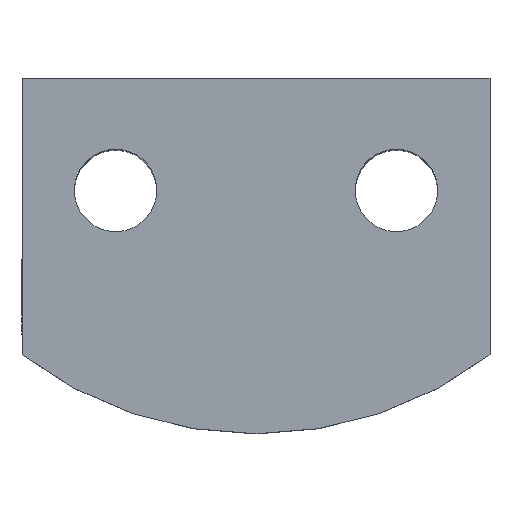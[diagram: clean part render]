
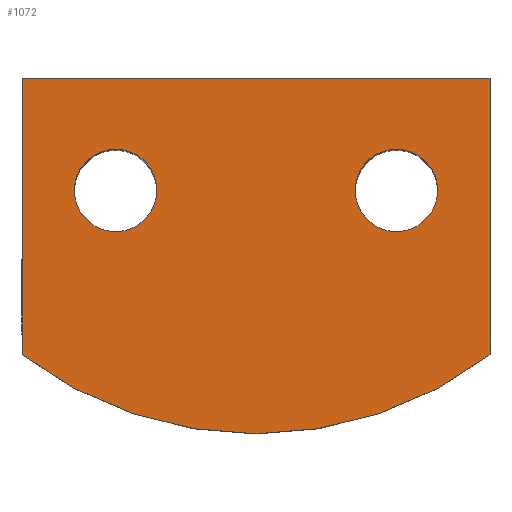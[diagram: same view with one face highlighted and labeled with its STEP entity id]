
A CAD part, top view. The second image highlights one B-rep face of the part: STEP entity #1072.
In plain terms, the highlighted planar face has unit normal (0, 0, 1).
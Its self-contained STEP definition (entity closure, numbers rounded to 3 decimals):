
#75 = PLANE('',#76);
#76 = AXIS2_PLACEMENT_3D('',#77,#78,#79);
#77 = CARTESIAN_POINT('',(12.5,3.564,19.815));
#78 = DIRECTION('',(1.,0.,0.));
#79 = DIRECTION('',(0.,0.,1.));
#129 = PLANE('',#130);
#130 = AXIS2_PLACEMENT_3D('',#131,#132,#133);
#131 = CARTESIAN_POINT('',(-12.5,3.564,19.815));
#132 = DIRECTION('',(1.,0.,0.));
#133 = DIRECTION('',(0.,0.,1.));
#410 = VERTEX_POINT('',#411);
#411 = CARTESIAN_POINT('',(-12.5,11.,35.5));
#425 = PLANE('',#426);
#426 = AXIS2_PLACEMENT_3D('',#427,#428,#429);
#427 = CARTESIAN_POINT('',(-12.5,11.,0.));
#428 = DIRECTION('',(0.,-1.,0.));
#429 = DIRECTION('',(0.,0.,1.));
#437 = EDGE_CURVE('',#410,#438,#440,.T.);
#438 = VERTEX_POINT('',#439);
#439 = CARTESIAN_POINT('',(-12.5,-3.784,35.5));
#440 = SURFACE_CURVE('',#441,(#445,#452),.PCURVE_S1.);
#441 = LINE('',#442,#443);
#442 = CARTESIAN_POINT('',(-12.5,11.,35.5));
#443 = VECTOR('',#444,1.);
#444 = DIRECTION('',(0.,-1.,0.));
#445 = PCURVE('',#129,#446);
#446 = DEFINITIONAL_REPRESENTATION('',(#447),#451);
#447 = LINE('',#448,#449);
#448 = CARTESIAN_POINT('',(15.685,-7.436));
#449 = VECTOR('',#450,1.);
#450 = DIRECTION('',(0.,1.));
#451 = ( GEOMETRIC_REPRESENTATION_CONTEXT(2) 
PARAMETRIC_REPRESENTATION_CONTEXT() REPRESENTATION_CONTEXT('2D SPACE',''
  ) );
#452 = PCURVE('',#453,#458);
#453 = PLANE('',#454);
#454 = AXIS2_PLACEMENT_3D('',#455,#456,#457);
#455 = CARTESIAN_POINT('',(-12.5,11.,35.5));
#456 = DIRECTION('',(0.,0.,-1.));
#457 = DIRECTION('',(0.,-1.,0.));
#458 = DEFINITIONAL_REPRESENTATION('',(#459),#463);
#459 = LINE('',#460,#461);
#460 = CARTESIAN_POINT('',(0.,0.));
#461 = VECTOR('',#462,1.);
#462 = DIRECTION('',(1.,0.));
#463 = ( GEOMETRIC_REPRESENTATION_CONTEXT(2) 
PARAMETRIC_REPRESENTATION_CONTEXT() REPRESENTATION_CONTEXT('2D SPACE',''
  ) );
#481 = CYLINDRICAL_SURFACE('',#482,20.64);
#482 = AXIS2_PLACEMENT_3D('',#483,#484,#485);
#483 = CARTESIAN_POINT('',(0.,12.64,
    0.));
#484 = DIRECTION('',(0.,0.,-1.));
#485 = DIRECTION('',(1.,0.,0.));
#728 = VERTEX_POINT('',#729);
#729 = CARTESIAN_POINT('',(12.5,11.,35.5));
#750 = EDGE_CURVE('',#728,#751,#753,.T.);
#751 = VERTEX_POINT('',#752);
#752 = CARTESIAN_POINT('',(12.5,-3.784,35.5));
#753 = SURFACE_CURVE('',#754,(#758,#765),.PCURVE_S1.);
#754 = LINE('',#755,#756);
#755 = CARTESIAN_POINT('',(12.5,11.,35.5));
#756 = VECTOR('',#757,1.);
#757 = DIRECTION('',(0.,-1.,0.));
#758 = PCURVE('',#75,#759);
#759 = DEFINITIONAL_REPRESENTATION('',(#760),#764);
#760 = LINE('',#761,#762);
#761 = CARTESIAN_POINT('',(15.685,-7.436));
#762 = VECTOR('',#763,1.);
#763 = DIRECTION('',(0.,1.));
#764 = ( GEOMETRIC_REPRESENTATION_CONTEXT(2) 
PARAMETRIC_REPRESENTATION_CONTEXT() REPRESENTATION_CONTEXT('2D SPACE',''
  ) );
#765 = PCURVE('',#453,#766);
#766 = DEFINITIONAL_REPRESENTATION('',(#767),#771);
#767 = LINE('',#768,#769);
#768 = CARTESIAN_POINT('',(0.,-25.));
#769 = VECTOR('',#770,1.);
#770 = DIRECTION('',(1.,0.));
#771 = ( GEOMETRIC_REPRESENTATION_CONTEXT(2) 
PARAMETRIC_REPRESENTATION_CONTEXT() REPRESENTATION_CONTEXT('2D SPACE',''
  ) );
#789 = CYLINDRICAL_SURFACE('',#790,20.64);
#790 = AXIS2_PLACEMENT_3D('',#791,#792,#793);
#791 = CARTESIAN_POINT('',(0.,12.64,
    0.));
#792 = DIRECTION('',(0.,0.,-1.));
#793 = DIRECTION('',(1.,0.,0.));
#1028 = EDGE_CURVE('',#1029,#438,#1031,.T.);
#1029 = VERTEX_POINT('',#1030);
#1030 = CARTESIAN_POINT('',(0.,-8.,35.5));
#1031 = SURFACE_CURVE('',#1032,(#1037,#1044),.PCURVE_S1.);
#1032 = CIRCLE('',#1033,20.64);
#1033 = AXIS2_PLACEMENT_3D('',#1034,#1035,#1036);
#1034 = CARTESIAN_POINT('',(0.,12.64,35.5));
#1035 = DIRECTION('',(0.,0.,-1.));
#1036 = DIRECTION('',(1.,0.,0.));
#1037 = PCURVE('',#481,#1038);
#1038 = DEFINITIONAL_REPRESENTATION('',(#1039),#1043);
#1039 = LINE('',#1040,#1041);
#1040 = CARTESIAN_POINT('',(-6.283,-35.5));
#1041 = VECTOR('',#1042,1.);
#1042 = DIRECTION('',(1.,-0.));
#1043 = ( GEOMETRIC_REPRESENTATION_CONTEXT(2) 
PARAMETRIC_REPRESENTATION_CONTEXT() REPRESENTATION_CONTEXT('2D SPACE',''
  ) );
#1044 = PCURVE('',#453,#1045);
#1045 = DEFINITIONAL_REPRESENTATION('',(#1046),#1050);
#1046 = CIRCLE('',#1047,20.64);
#1047 = AXIS2_PLACEMENT_2D('',#1048,#1049);
#1048 = CARTESIAN_POINT('',(-1.64,-12.5));
#1049 = DIRECTION('',(0.,-1.));
#1050 = ( GEOMETRIC_REPRESENTATION_CONTEXT(2) 
PARAMETRIC_REPRESENTATION_CONTEXT() REPRESENTATION_CONTEXT('2D SPACE',''
  ) );
#1072 = ADVANCED_FACE('',(#1073,#1121,#1152),#453,.F.);
#1073 = FACE_BOUND('',#1074,.F.);
#1074 = EDGE_LOOP('',(#1075,#1076,#1097,#1098,#1120));
#1075 = ORIENTED_EDGE('',*,*,#437,.F.);
#1076 = ORIENTED_EDGE('',*,*,#1077,.T.);
#1077 = EDGE_CURVE('',#410,#728,#1078,.T.);
#1078 = SURFACE_CURVE('',#1079,(#1083,#1090),.PCURVE_S1.);
#1079 = LINE('',#1080,#1081);
#1080 = CARTESIAN_POINT('',(-12.5,11.,35.5));
#1081 = VECTOR('',#1082,1.);
#1082 = DIRECTION('',(1.,0.,0.));
#1083 = PCURVE('',#453,#1084);
#1084 = DEFINITIONAL_REPRESENTATION('',(#1085),#1089);
#1085 = LINE('',#1086,#1087);
#1086 = CARTESIAN_POINT('',(0.,0.));
#1087 = VECTOR('',#1088,1.);
#1088 = DIRECTION('',(0.,-1.));
#1089 = ( GEOMETRIC_REPRESENTATION_CONTEXT(2) 
PARAMETRIC_REPRESENTATION_CONTEXT() REPRESENTATION_CONTEXT('2D SPACE',''
  ) );
#1090 = PCURVE('',#425,#1091);
#1091 = DEFINITIONAL_REPRESENTATION('',(#1092),#1096);
#1092 = LINE('',#1093,#1094);
#1093 = CARTESIAN_POINT('',(35.5,0.));
#1094 = VECTOR('',#1095,1.);
#1095 = DIRECTION('',(0.,-1.));
#1096 = ( GEOMETRIC_REPRESENTATION_CONTEXT(2) 
PARAMETRIC_REPRESENTATION_CONTEXT() REPRESENTATION_CONTEXT('2D SPACE',''
  ) );
#1097 = ORIENTED_EDGE('',*,*,#750,.T.);
#1098 = ORIENTED_EDGE('',*,*,#1099,.T.);
#1099 = EDGE_CURVE('',#751,#1029,#1100,.T.);
#1100 = SURFACE_CURVE('',#1101,(#1106,#1113),.PCURVE_S1.);
#1101 = CIRCLE('',#1102,20.64);
#1102 = AXIS2_PLACEMENT_3D('',#1103,#1104,#1105);
#1103 = CARTESIAN_POINT('',(0.,12.64,35.5));
#1104 = DIRECTION('',(0.,0.,-1.));
#1105 = DIRECTION('',(1.,0.,0.));
#1106 = PCURVE('',#453,#1107);
#1107 = DEFINITIONAL_REPRESENTATION('',(#1108),#1112);
#1108 = CIRCLE('',#1109,20.64);
#1109 = AXIS2_PLACEMENT_2D('',#1110,#1111);
#1110 = CARTESIAN_POINT('',(-1.64,-12.5));
#1111 = DIRECTION('',(0.,-1.));
#1112 = ( GEOMETRIC_REPRESENTATION_CONTEXT(2) 
PARAMETRIC_REPRESENTATION_CONTEXT() REPRESENTATION_CONTEXT('2D SPACE',''
  ) );
#1113 = PCURVE('',#789,#1114);
#1114 = DEFINITIONAL_REPRESENTATION('',(#1115),#1119);
#1115 = LINE('',#1116,#1117);
#1116 = CARTESIAN_POINT('',(-6.283,-35.5));
#1117 = VECTOR('',#1118,1.);
#1118 = DIRECTION('',(1.,-0.));
#1119 = ( GEOMETRIC_REPRESENTATION_CONTEXT(2) 
PARAMETRIC_REPRESENTATION_CONTEXT() REPRESENTATION_CONTEXT('2D SPACE',''
  ) );
#1120 = ORIENTED_EDGE('',*,*,#1028,.T.);
#1121 = FACE_BOUND('',#1122,.F.);
#1122 = EDGE_LOOP('',(#1123));
#1123 = ORIENTED_EDGE('',*,*,#1124,.F.);
#1124 = EDGE_CURVE('',#1125,#1125,#1127,.T.);
#1125 = VERTEX_POINT('',#1126);
#1126 = CARTESIAN_POINT('',(9.7,5.,35.5));
#1127 = SURFACE_CURVE('',#1128,(#1133,#1140),.PCURVE_S1.);
#1128 = CIRCLE('',#1129,2.2);
#1129 = AXIS2_PLACEMENT_3D('',#1130,#1131,#1132);
#1130 = CARTESIAN_POINT('',(7.5,5.,35.5));
#1131 = DIRECTION('',(0.,0.,-1.));
#1132 = DIRECTION('',(1.,0.,0.));
#1133 = PCURVE('',#453,#1134);
#1134 = DEFINITIONAL_REPRESENTATION('',(#1135),#1139);
#1135 = CIRCLE('',#1136,2.2);
#1136 = AXIS2_PLACEMENT_2D('',#1137,#1138);
#1137 = CARTESIAN_POINT('',(6.,-20.));
#1138 = DIRECTION('',(0.,-1.));
#1139 = ( GEOMETRIC_REPRESENTATION_CONTEXT(2) 
PARAMETRIC_REPRESENTATION_CONTEXT() REPRESENTATION_CONTEXT('2D SPACE',''
  ) );
#1140 = PCURVE('',#1141,#1146);
#1141 = CYLINDRICAL_SURFACE('',#1142,2.2);
#1142 = AXIS2_PLACEMENT_3D('',#1143,#1144,#1145);
#1143 = CARTESIAN_POINT('',(7.5,5.,0.));
#1144 = DIRECTION('',(0.,0.,-1.));
#1145 = DIRECTION('',(1.,0.,0.));
#1146 = DEFINITIONAL_REPRESENTATION('',(#1147),#1151);
#1147 = LINE('',#1148,#1149);
#1148 = CARTESIAN_POINT('',(-6.283,-35.5));
#1149 = VECTOR('',#1150,1.);
#1150 = DIRECTION('',(1.,-0.));
#1151 = ( GEOMETRIC_REPRESENTATION_CONTEXT(2) 
PARAMETRIC_REPRESENTATION_CONTEXT() REPRESENTATION_CONTEXT('2D SPACE',''
  ) );
#1152 = FACE_BOUND('',#1153,.F.);
#1153 = EDGE_LOOP('',(#1154));
#1154 = ORIENTED_EDGE('',*,*,#1155,.F.);
#1155 = EDGE_CURVE('',#1156,#1156,#1158,.T.);
#1156 = VERTEX_POINT('',#1157);
#1157 = CARTESIAN_POINT('',(-5.3,5.,35.5));
#1158 = SURFACE_CURVE('',#1159,(#1164,#1171),.PCURVE_S1.);
#1159 = CIRCLE('',#1160,2.2);
#1160 = AXIS2_PLACEMENT_3D('',#1161,#1162,#1163);
#1161 = CARTESIAN_POINT('',(-7.5,5.,35.5));
#1162 = DIRECTION('',(0.,0.,-1.));
#1163 = DIRECTION('',(1.,0.,0.));
#1164 = PCURVE('',#453,#1165);
#1165 = DEFINITIONAL_REPRESENTATION('',(#1166),#1170);
#1166 = CIRCLE('',#1167,2.2);
#1167 = AXIS2_PLACEMENT_2D('',#1168,#1169);
#1168 = CARTESIAN_POINT('',(6.,-5.));
#1169 = DIRECTION('',(0.,-1.));
#1170 = ( GEOMETRIC_REPRESENTATION_CONTEXT(2) 
PARAMETRIC_REPRESENTATION_CONTEXT() REPRESENTATION_CONTEXT('2D SPACE',''
  ) );
#1171 = PCURVE('',#1172,#1177);
#1172 = CYLINDRICAL_SURFACE('',#1173,2.2);
#1173 = AXIS2_PLACEMENT_3D('',#1174,#1175,#1176);
#1174 = CARTESIAN_POINT('',(-7.5,5.,0.));
#1175 = DIRECTION('',(0.,0.,-1.));
#1176 = DIRECTION('',(1.,0.,0.));
#1177 = DEFINITIONAL_REPRESENTATION('',(#1178),#1182);
#1178 = LINE('',#1179,#1180);
#1179 = CARTESIAN_POINT('',(-6.283,-35.5));
#1180 = VECTOR('',#1181,1.);
#1181 = DIRECTION('',(1.,-0.));
#1182 = ( GEOMETRIC_REPRESENTATION_CONTEXT(2) 
PARAMETRIC_REPRESENTATION_CONTEXT() REPRESENTATION_CONTEXT('2D SPACE',''
  ) );
